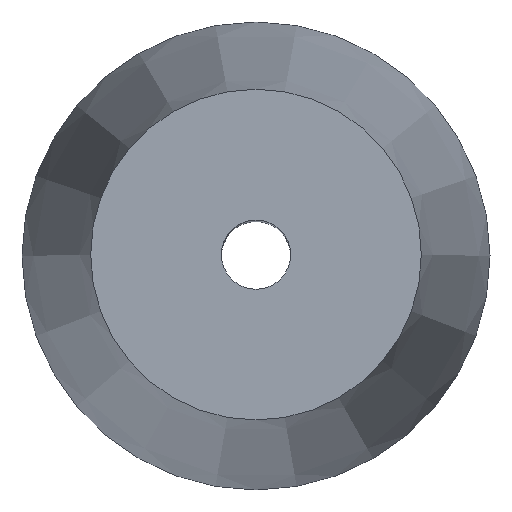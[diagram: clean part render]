
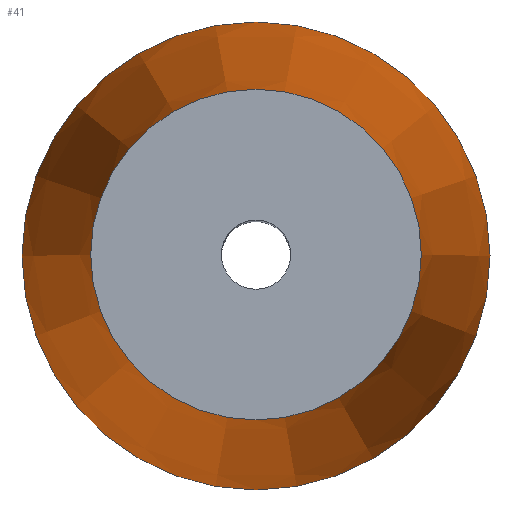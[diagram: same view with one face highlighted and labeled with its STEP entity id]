
A CAD part, top view. The second image highlights one B-rep face of the part: STEP entity #41.
In plain terms, the highlighted conical face has half-angle 5 degrees and reference radius 5.07 mm.
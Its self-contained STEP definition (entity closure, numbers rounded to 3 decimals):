
#41=ADVANCED_FACE('',(#50,#51),#49,.T.);
#49=CONICAL_SURFACE('',#125,5.07,5.);
#50=FACE_BOUND('',#66,.T.);
#51=FACE_BOUND('',#67,.T.);
#66=EDGE_LOOP('',(#82));
#67=EDGE_LOOP('',(#83));
#82=ORIENTED_EDGE('',*,*,#106,.T.);
#83=ORIENTED_EDGE('',*,*,#107,.F.);
#98=VERTEX_POINT('',#175);
#99=VERTEX_POINT('',#177);
#106=EDGE_CURVE('',#98,#98,#114,.T.);
#107=EDGE_CURVE('',#99,#99,#115,.T.);
#114=CIRCLE('',#123,3.583);
#115=CIRCLE('',#124,5.07);
#123=AXIS2_PLACEMENT_3D('',#174,#141,#142);
#124=AXIS2_PLACEMENT_3D('',#176,#143,#144);
#125=AXIS2_PLACEMENT_3D('',#178,#145,#146);
#141=DIRECTION('',(0.,0.,-1.));
#142=DIRECTION('',(-1.,0.,0.));
#143=DIRECTION('',(0.,0.,-1.));
#144=DIRECTION('',(-1.,0.,0.));
#145=DIRECTION('',(0.,0.,-1.));
#146=DIRECTION('',(-1.,0.,0.));
#174=CARTESIAN_POINT('',(0.,0.,16.2));
#175=CARTESIAN_POINT('',(-3.583,0.,16.2));
#176=CARTESIAN_POINT('',(0.,0.,-0.8));
#177=CARTESIAN_POINT('',(-5.07,0.,-0.8));
#178=CARTESIAN_POINT('',(0.,0.,-0.8));
